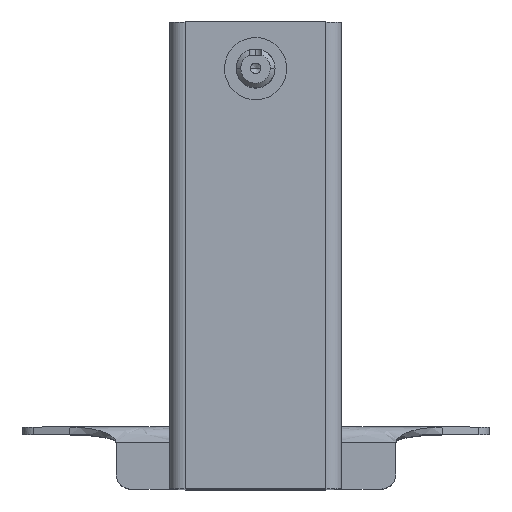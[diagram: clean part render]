
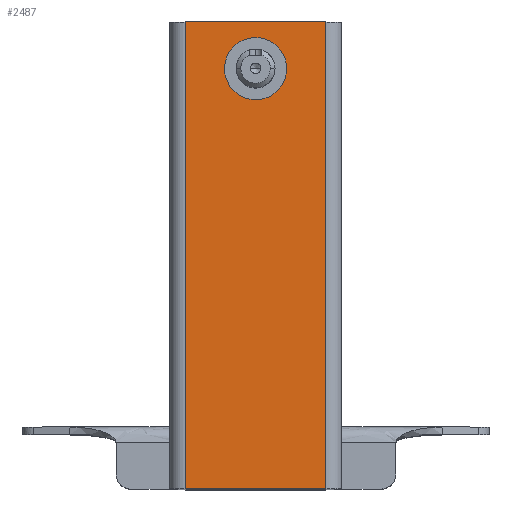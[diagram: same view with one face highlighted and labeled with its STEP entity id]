
A CAD part, top view. The second image highlights one B-rep face of the part: STEP entity #2487.
In plain terms, the highlighted free-form (B-spline) face has degree [1, 1] with [2, 2] control points.
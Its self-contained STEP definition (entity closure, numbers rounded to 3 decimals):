
#2002 = VERTEX_POINT('',#2003);
#2003 = CARTESIAN_POINT('',(-0.203,201.249,
    207.347));
#2008 = EDGE_CURVE('',#2009,#2002,#2011,.T.);
#2009 = VERTEX_POINT('',#2010);
#2010 = CARTESIAN_POINT('',(-0.203,172.789,
    207.347));
#2011 = ( BOUNDED_CURVE() B_SPLINE_CURVE(2,(#2012,#2013,#2014,#2015,
#2016),.UNSPECIFIED.,.F.,.F.) B_SPLINE_CURVE_WITH_KNOTS((3,2,3),(
    3.142,4.712,6.283),
.PIECEWISE_BEZIER_KNOTS.) CURVE() GEOMETRIC_REPRESENTATION_ITEM() 
RATIONAL_B_SPLINE_CURVE((1.,0.707,1.,0.707,1.)) 
REPRESENTATION_ITEM('') );
#2012 = CARTESIAN_POINT('',(-0.203,172.789,
    207.347));
#2013 = CARTESIAN_POINT('',(14.026,172.789,
    207.347));
#2014 = CARTESIAN_POINT('',(14.026,187.019,
    207.347));
#2015 = CARTESIAN_POINT('',(14.026,201.249,
    207.347));
#2016 = CARTESIAN_POINT('',(-0.203,201.249,
    207.347));
#2048 = VERTEX_POINT('',#2049);
#2049 = CARTESIAN_POINT('',(36.591,211.413,207.347
    ));
#2085 = EDGE_CURVE('',#2048,#2086,#2088,.T.);
#2086 = VERTEX_POINT('',#2087);
#2087 = CARTESIAN_POINT('',(-36.997,211.413,207.347
    ));
#2088 = B_SPLINE_CURVE_WITH_KNOTS('',1,(#2089,#2090),.UNSPECIFIED.,.F.,
  .F.,(2,2),(10.,100.5),.PIECEWISE_BEZIER_KNOTS.);
#2089 = CARTESIAN_POINT('',(36.591,211.413,207.347
    ));
#2090 = CARTESIAN_POINT('',(-36.997,211.413,207.347
    ));
#2123 = VERTEX_POINT('',#2124);
#2124 = CARTESIAN_POINT('',(36.591,-32.525,
    207.347));
#2238 = VERTEX_POINT('',#2239);
#2239 = CARTESIAN_POINT('',(-36.997,-32.525,
    207.347));
#2275 = EDGE_CURVE('',#2123,#2238,#2276,.T.);
#2276 = B_SPLINE_CURVE_WITH_KNOTS('',1,(#2277,#2278),.UNSPECIFIED.,.F.,
  .F.,(2,2),(10.,100.5),.PIECEWISE_BEZIER_KNOTS.);
#2277 = CARTESIAN_POINT('',(36.591,-32.525,
    207.347));
#2278 = CARTESIAN_POINT('',(-36.997,-32.525,
    207.347));
#2474 = EDGE_CURVE('',#2086,#2238,#2475,.T.);
#2475 = B_SPLINE_CURVE_WITH_KNOTS('',1,(#2476,#2477),.UNSPECIFIED.,.F.,
  .F.,(2,2),(-0.,300.),.PIECEWISE_BEZIER_KNOTS.);
#2476 = CARTESIAN_POINT('',(-36.997,211.413,207.347
    ));
#2477 = CARTESIAN_POINT('',(-36.997,-32.525,
    207.347));
#2487 = ADVANCED_FACE('',(#2488,#2499),#2509,.T.);
#2488 = FACE_BOUND('',#2489,.T.);
#2489 = EDGE_LOOP('',(#2490,#2498));
#2490 = ORIENTED_EDGE('',*,*,#2491,.F.);
#2491 = EDGE_CURVE('',#2002,#2009,#2492,.T.);
#2492 = ( BOUNDED_CURVE() B_SPLINE_CURVE(2,(#2493,#2494,#2495,#2496,
#2497),.UNSPECIFIED.,.F.,.F.) B_SPLINE_CURVE_WITH_KNOTS((3,2,3),(0.,
1.571,3.142),.PIECEWISE_BEZIER_KNOTS.) CURVE() 
GEOMETRIC_REPRESENTATION_ITEM() RATIONAL_B_SPLINE_CURVE((1.,
0.707,1.,0.707,1.)) REPRESENTATION_ITEM('') );
#2493 = CARTESIAN_POINT('',(-0.203,201.249,
    207.347));
#2494 = CARTESIAN_POINT('',(-14.433,201.249,
    207.347));
#2495 = CARTESIAN_POINT('',(-14.433,187.019,
    207.347));
#2496 = CARTESIAN_POINT('',(-14.433,172.789,
    207.347));
#2497 = CARTESIAN_POINT('',(-0.203,172.789,
    207.347));
#2498 = ORIENTED_EDGE('',*,*,#2008,.F.);
#2499 = FACE_BOUND('',#2500,.T.);
#2500 = EDGE_LOOP('',(#2501,#2502,#2507,#2508));
#2501 = ORIENTED_EDGE('',*,*,#2275,.F.);
#2502 = ORIENTED_EDGE('',*,*,#2503,.F.);
#2503 = EDGE_CURVE('',#2048,#2123,#2504,.T.);
#2504 = B_SPLINE_CURVE_WITH_KNOTS('',1,(#2505,#2506),.UNSPECIFIED.,.F.,
  .F.,(2,2),(-0.,300.),.PIECEWISE_BEZIER_KNOTS.);
#2505 = CARTESIAN_POINT('',(36.591,211.413,207.347
    ));
#2506 = CARTESIAN_POINT('',(36.591,-32.525,
    207.347));
#2507 = ORIENTED_EDGE('',*,*,#2085,.T.);
#2508 = ORIENTED_EDGE('',*,*,#2474,.T.);
#2509 = B_SPLINE_SURFACE_WITH_KNOTS('',1,1,(
    (#2510,#2511)
    ,(#2512,#2513
    )),.UNSPECIFIED.,.F.,.F.,.F.,(2,2),(2,2),(-300.,0.),(10.,100.5),
  .PIECEWISE_BEZIER_KNOTS.);
#2510 = CARTESIAN_POINT('',(36.591,-32.525,
    207.347));
#2511 = CARTESIAN_POINT('',(-36.997,-32.525,
    207.347));
#2512 = CARTESIAN_POINT('',(36.591,211.413,207.347
    ));
#2513 = CARTESIAN_POINT('',(-36.997,211.413,207.347
    ));
